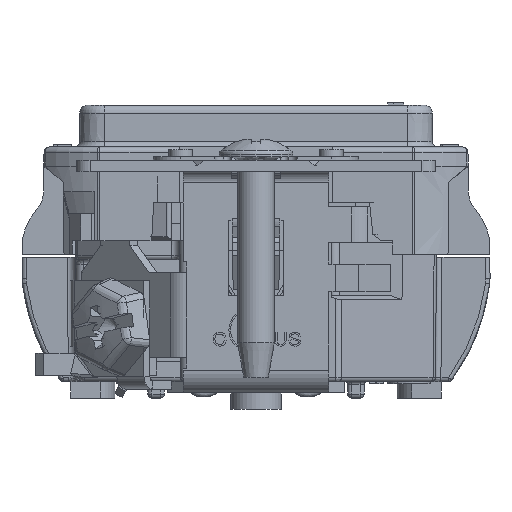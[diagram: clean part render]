
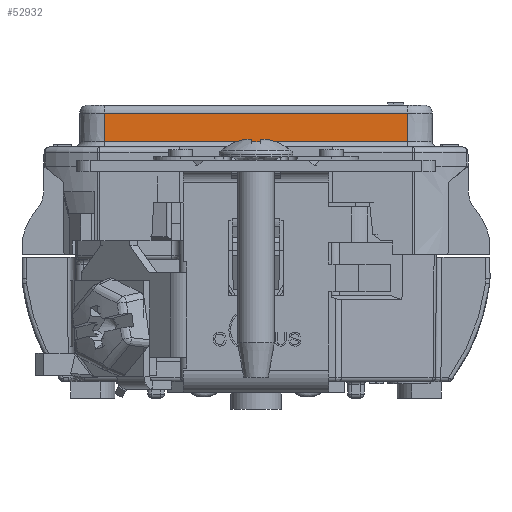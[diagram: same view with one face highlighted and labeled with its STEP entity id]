
A CAD part, front view. The second image highlights one B-rep face of the part: STEP entity #52932.
In plain terms, the highlighted planar face has unit normal (0, -1, 0.009).
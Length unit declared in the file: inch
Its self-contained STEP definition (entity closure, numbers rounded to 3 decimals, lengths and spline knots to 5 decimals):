
#6056 = CARTESIAN_POINT ( 'NONE',  ( 0.49268, -1.56008, 1.03437 ) ) ;
#8064 = CARTESIAN_POINT ( 'NONE',  ( -0.61332, -1.56008, 1.03437 ) ) ;
#9891 = ORIENTED_EDGE ( 'NONE', *, *, #179789, .T. ) ;
#27533 = DIRECTION ( 'NONE',  ( 0., -1., 0.009 ) ) ;
#28607 = LINE ( 'NONE', #126196, #192246 ) ;
#32305 = EDGE_LOOP ( 'NONE', ( #290921, #37862, #80408, #9891 ) ) ;
#37862 = ORIENTED_EDGE ( 'NONE', *, *, #76825, .T. ) ;
#52932 = ADVANCED_FACE ( 'NONE', ( #291562 ), #248304, .T. ) ;
#53782 = AXIS2_PLACEMENT_3D ( 'NONE', #171612, #27533, #315538 ) ;
#76825 = EDGE_CURVE ( 'NONE', #165692, #93740, #143657, .T. ) ;
#80408 = ORIENTED_EDGE ( 'NONE', *, *, #308863, .T. ) ;
#88174 = CARTESIAN_POINT ( 'NONE',  ( -0.61332, -1.56098, 0.93093 ) ) ;
#93740 = VERTEX_POINT ( 'NONE', #102687 ) ;
#96496 = EDGE_CURVE ( 'NONE', #110705, #165692, #283912, .T. ) ;
#100245 = DIRECTION ( 'NONE',  ( 1., 0., 0. ) ) ;
#102687 = CARTESIAN_POINT ( 'NONE',  ( 0.49268, -1.56098, 0.93093 ) ) ;
#110705 = VERTEX_POINT ( 'NONE', #8064 ) ;
#126196 = CARTESIAN_POINT ( 'NONE',  ( 0.49268, -1.56115, 0.91111 ) ) ;
#143657 = LINE ( 'NONE', #265161, #306981 ) ;
#164057 = DIRECTION ( 'NONE',  ( 0., -0.009, -1. ) ) ;
#165692 = VERTEX_POINT ( 'NONE', #88174 ) ;
#171612 = CARTESIAN_POINT ( 'NONE',  ( -0.70532, -1.56115, 0.91111 ) ) ;
#178510 = LINE ( 'NONE', #255261, #228430 ) ;
#179789 = EDGE_CURVE ( 'NONE', #269572, #110705, #178510, .T. ) ;
#191915 = DIRECTION ( 'NONE',  ( 0., 0.009, 1. ) ) ;
#192246 = VECTOR ( 'NONE', #191915, 39.37008 ) ;
#207229 = DIRECTION ( 'NONE',  ( -1., 0., 0. ) ) ;
#228430 = VECTOR ( 'NONE', #207229, 39.37008 ) ;
#235975 = VECTOR ( 'NONE', #164057, 39.37008 ) ;
#248304 = PLANE ( 'NONE',  #53782 ) ;
#255261 = CARTESIAN_POINT ( 'NONE',  ( -0.70532, -1.56008, 1.03437 ) ) ;
#265161 = CARTESIAN_POINT ( 'NONE',  ( 0.49268, -1.56098, 0.93093 ) ) ;
#269572 = VERTEX_POINT ( 'NONE', #6056 ) ;
#283912 = LINE ( 'NONE', #285514, #235975 ) ;
#285514 = CARTESIAN_POINT ( 'NONE',  ( -0.61332, -1.56115, 0.91111 ) ) ;
#290921 = ORIENTED_EDGE ( 'NONE', *, *, #96496, .T. ) ;
#291562 = FACE_OUTER_BOUND ( 'NONE', #32305, .T. ) ;
#306981 = VECTOR ( 'NONE', #100245, 39.37008 ) ;
#308863 = EDGE_CURVE ( 'NONE', #93740, #269572, #28607, .T. ) ;
#315538 = DIRECTION ( 'NONE',  ( 0., -0.009, -1. ) ) ;
